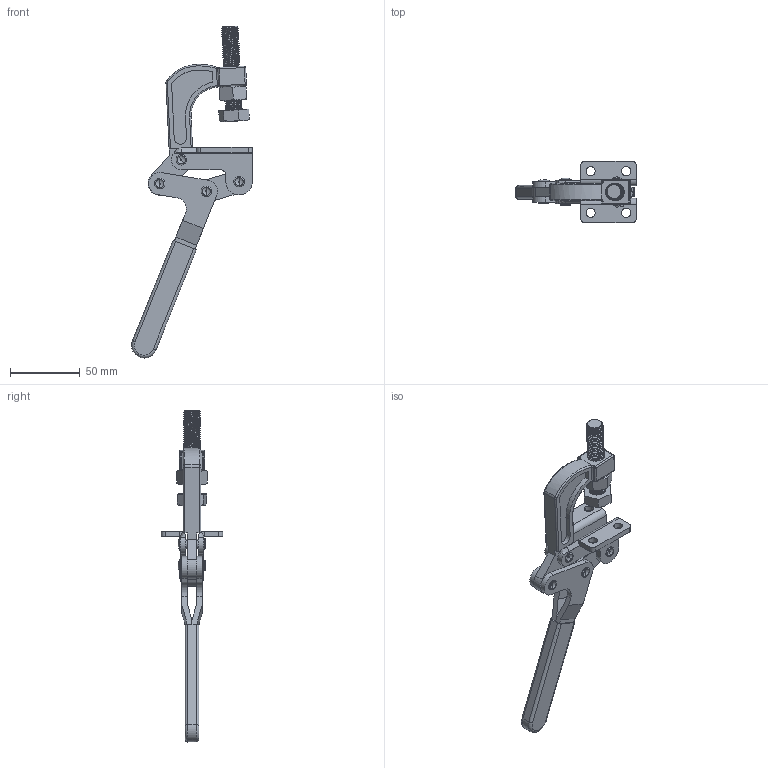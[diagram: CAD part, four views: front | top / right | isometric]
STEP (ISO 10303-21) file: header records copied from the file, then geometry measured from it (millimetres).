
FILE_DESCRIPTION (( 'STEP AP214' ), '1' );
FILE_NAME ('04279-G Clamp Stainless Steel 210mm.STEP', '2018-10-11T20:26:19', ( '' ), ( '' ), 'SwSTEP 2.0', 'SolidWorks 2018', '' );
FILE_SCHEMA (( 'AUTOMOTIVE_DESIGN' ));
Length unit declared in the file: millimetre
Products named in the file (10): 4279 link; 04279-G Clamp Stainless Steel 210mm; Part4; 4279 handle; Part4_1; 4279 bolt; 4279 mount brecket; 4279 mount bracket rh; 4279 clamp; 94223A104_CLASS 12 STEEL HEX NUT_94223A104
Assembly tree (11 placements, depth 2):
  04279-G Clamp Stainless Steel 210mm
    4279 handle
    4279 clamp
    4279 link
    4279 mount bracket rh
    4279 mount brecket
    4279 bolt
    94223A104_CLASS 12 STEEL HEX NUT_94223A104
    Part4_1  x2
    Part4  x2
Bounding box: 86.45 x 44 x 237.78 mm (x, y, z)
Volume: 72753.6 mm3; surface area: 49948.3 mm2
Topology: 13 solids, 13 shells, 679 faces, 1760 edges, 1133 vertices
Faces by surface type: plane 271, cylinder 221, bspline 115, torus 32, cone 28, sphere 12
Entity records: 44246 total; most frequent: CARTESIAN_POINT 28931, ORIENTED_EDGE 3376, DIRECTION 2631, EDGE_CURVE 1688, VERTEX_POINT 1093, VECTOR 909, LINE 909, AXIS2_PLACEMENT_3D 861
